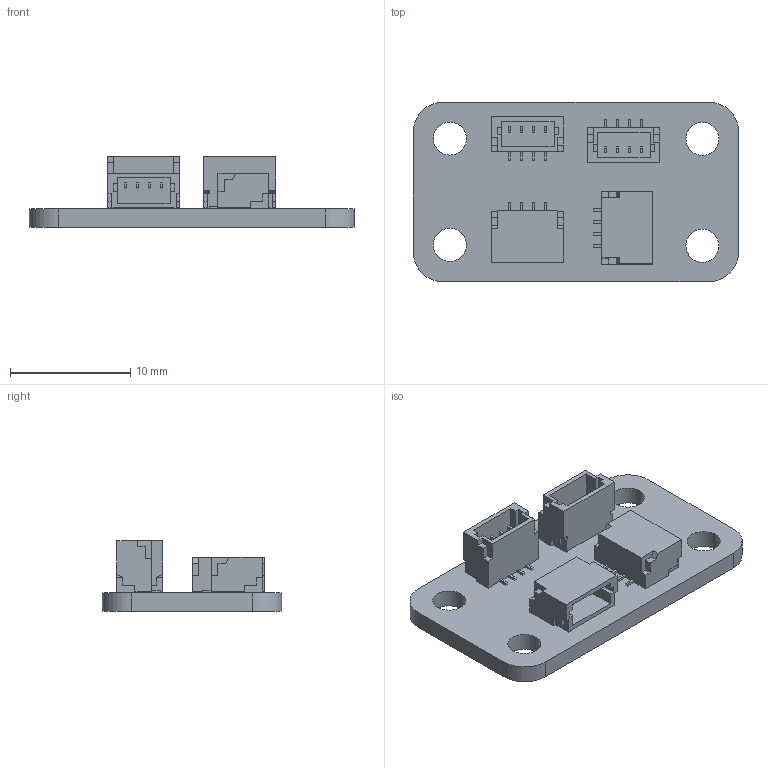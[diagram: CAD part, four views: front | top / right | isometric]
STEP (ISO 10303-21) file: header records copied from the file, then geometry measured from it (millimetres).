
FILE_DESCRIPTION(('KiCad electronic assembly'),'2;1');
FILE_NAME('qthub.step','2025-03-06T18:52:33',('Pcbnew'),('Kicad'), 'Open CASCADE STEP processor 7.8','KiCad to STEP converter','Unknown' );
FILE_SCHEMA(('AUTOMOTIVE_DESIGN { 1 0 10303 214 1 1 1 1 }'));
Length unit declared in the file: millimetre
Products named in the file (4): qthub 1; SPARKFUN_QWIIC_RIGHT_ANGLE; Qwiic-Vertical; qthub_PCB
Assembly tree (5 placements, depth 2):
  qthub 1
    SPARKFUN_QWIIC_RIGHT_ANGLE  x2
    Qwiic-Vertical  x2
    qthub_PCB
Bounding box: 27.09 x 14.94 x 5.84 mm (x, y, z)
Volume: 742.8 mm3; surface area: 1579.3 mm2
Topology: 5 solids, 5 shells, 378 faces, 1032 edges, 684 vertices
Faces by surface type: plane 370, cylinder 8
Full cylindrical faces by diameter (mm): 2.75 x4
Entity records: 6765 total; most frequent: CARTESIAN_POINT 1090, ORIENTED_EDGE 1068, DIRECTION 954, EDGE_CURVE 534, LINE 518, VECTOR 518, VERTEX_POINT 354, AXIS2_PLACEMENT_3D 218
